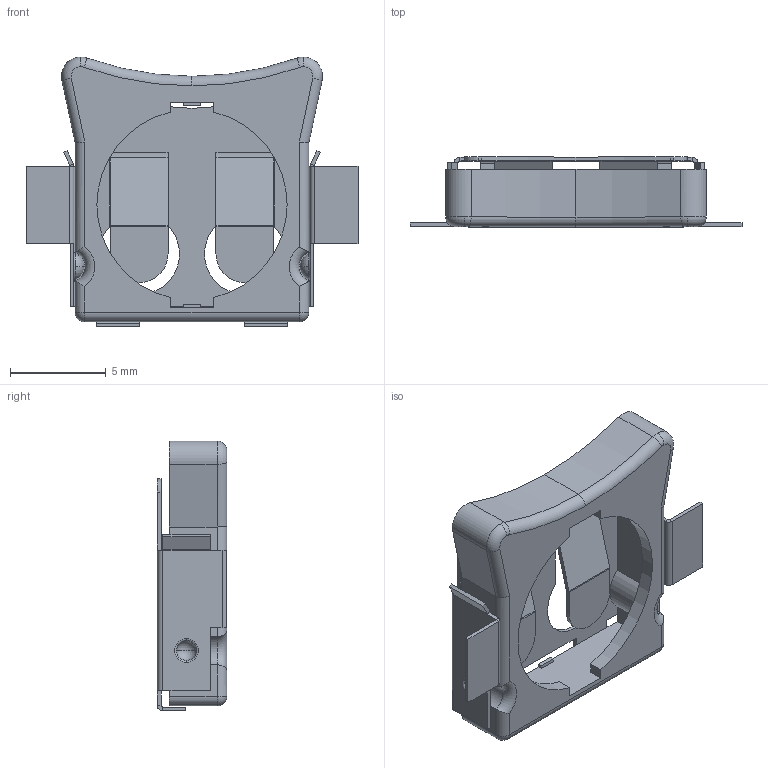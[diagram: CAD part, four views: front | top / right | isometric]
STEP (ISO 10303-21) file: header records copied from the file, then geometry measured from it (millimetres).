
FILE_DESCRIPTION (( 'STEP AP214' ), '1' );
FILE_NAME ('BHX1-1025-SM.STEP', '2020-01-08T22:12:07', ( '' ), ( '' ), 'SwSTEP 2.0', 'SolidWorks 2017', '' );
FILE_SCHEMA (( 'AUTOMOTIVE_DESIGN' ));
Length unit declared in the file: millimetre
Products named in the file (1): BHX1-1025-SM
Bounding box: 17.3 x 3.63 x 14.06 mm (x, y, z)
Volume: 185.8 mm3; surface area: 880.5 mm2
Topology: 2 solids, 2 shells, 215 faces, 514 edges, 305 vertices
Faces by surface type: plane 133, cylinder 56, torus 16, sphere 10
Entity records: 6162 total; most frequent: DIRECTION 1099, CARTESIAN_POINT 1059, ORIENTED_EDGE 1024, EDGE_CURVE 512, AXIS2_PLACEMENT_3D 377, LINE 345, VECTOR 345, VERTEX_POINT 305
